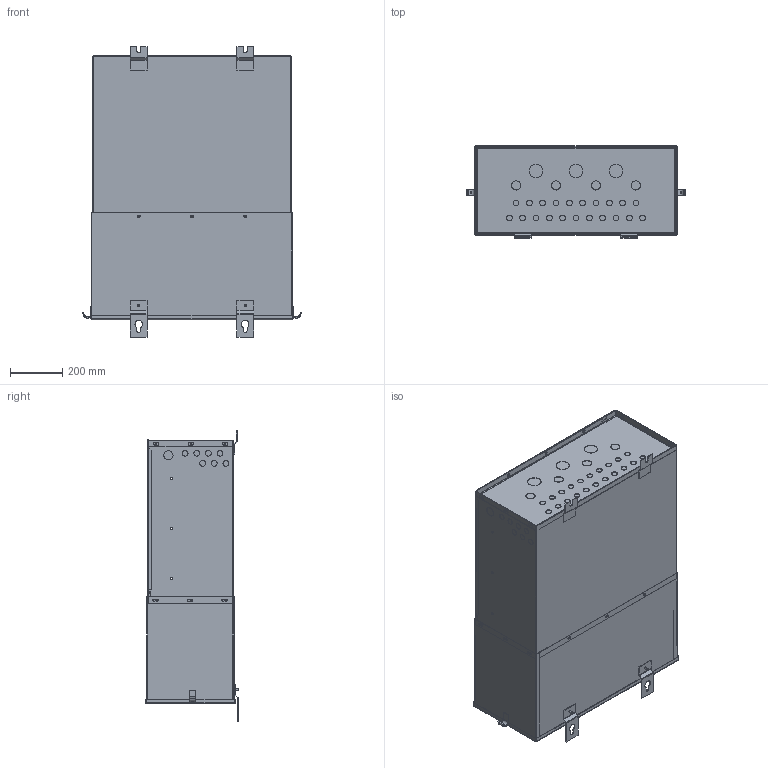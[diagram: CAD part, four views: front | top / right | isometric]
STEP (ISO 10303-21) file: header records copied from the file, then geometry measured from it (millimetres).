
FILE_DESCRIPTION (( 'STEP AP214' ), '1' );
FILE_NAME ('PTBA3150030SS.STEP', '2017-03-01T16:53:32', ( '' ), ( '' ), 'SwSTEP 2.0', 'SolidWorks 2017', '' );
FILE_SCHEMA (( 'AUTOMOTIVE_DESIGN' ));
Length unit declared in the file: inch
Products named in the file (10): B  9-700874-01; B  8-700373-; A-2-1430301 WELD STUD; C  9-701199-; C  9-700372-; C  8-700868-; B  9-700374-; PTBA3150030SS; A  1-85784-; A-1-700387
Assembly tree (12 placements, depth 2):
  PTBA3150030SS
    B  9-700374-
    C  8-700868-
    C  9-700372-
    C  9-701199-
    A-2-1430301 WELD STUD  x2
    B  8-700373-
    B  9-700874-01
    A-1-700387  x2
    A  1-85784-  x2
Bounding box: 836.65 x 354.05 x 1108.14 mm (x, y, z)
Volume: 4463373.4 mm3; surface area: 5802857.8 mm2
Topology: 12 solids, 12 shells, 733 faces, 1668 edges, 1052 vertices
Faces by surface type: plane 383, cylinder 336, bspline 6, cone 4, torus 4
Entity records: 20022 total; most frequent: DIRECTION 3566, CARTESIAN_POINT 3479, ORIENTED_EDGE 3100, EDGE_CURVE 1550, AXIS2_PLACEMENT_3D 1341, VERTEX_POINT 982, LINE 884, VECTOR 884
